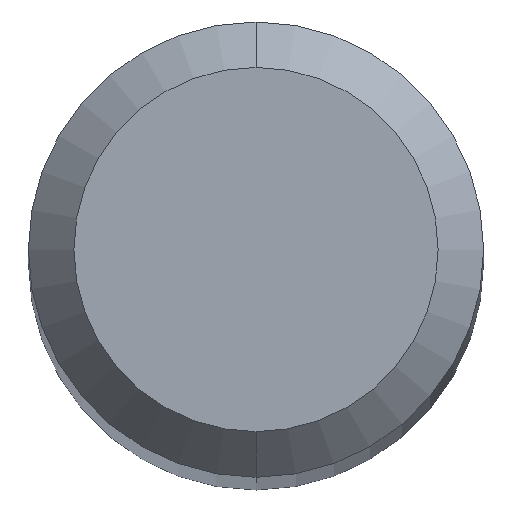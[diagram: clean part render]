
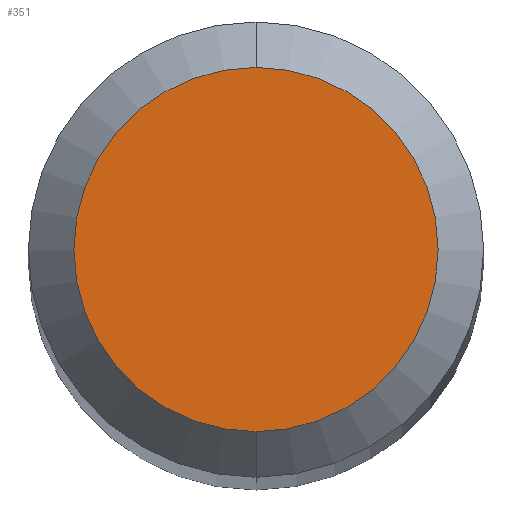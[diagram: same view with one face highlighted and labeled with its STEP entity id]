
A CAD part, top view. The second image highlights one B-rep face of the part: STEP entity #351.
In plain terms, the highlighted planar face has unit normal (0, 0, 1).
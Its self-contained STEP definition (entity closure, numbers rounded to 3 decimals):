
#231=EDGE_CURVE('',#359,#291,#542,.T.);
#291=VERTEX_POINT('',#605);
#321=EDGE_CURVE('',#291,#359,#638,.T.);
#351=ADVANCED_FACE('',(#670),#671,.T.);
#359=VERTEX_POINT('',#680);
#542=CIRCLE('',#946,1.2);
#605=CARTESIAN_POINT('',(0.,-1.2,0.0));
#638=CIRCLE('',#1112,1.2);
#670=FACE_OUTER_BOUND('',#1219,.T.);
#671=PLANE('',#1220);
#680=CARTESIAN_POINT('',(0.0,1.2,0.0));
#946=AXIS2_PLACEMENT_3D('',#1493,#1494,#1495);
#1112=AXIS2_PLACEMENT_3D('',#1581,#1582,#1583);
#1219=EDGE_LOOP('',(#1608,#1609));
#1220=AXIS2_PLACEMENT_3D('',#1610,#1611,#1612);
#1493=CARTESIAN_POINT('',(0.0,0.0,0.0));
#1494=DIRECTION('',(0.0,0.0,-1.0));
#1495=DIRECTION('',(0.0,1.0,0.0));
#1581=CARTESIAN_POINT('',(0.0,0.0,0.0));
#1582=DIRECTION('',(0.0,0.0,-1.0));
#1583=DIRECTION('',(0.0,1.0,0.0));
#1608=ORIENTED_EDGE('',*,*,#231,.F.);
#1609=ORIENTED_EDGE('',*,*,#321,.F.);
#1610=CARTESIAN_POINT('',(0.0,0.6,0.0));
#1611=DIRECTION('',(-0.0,0.0,1.0));
#1612=DIRECTION('',(0.0,-1.0,0.0));
